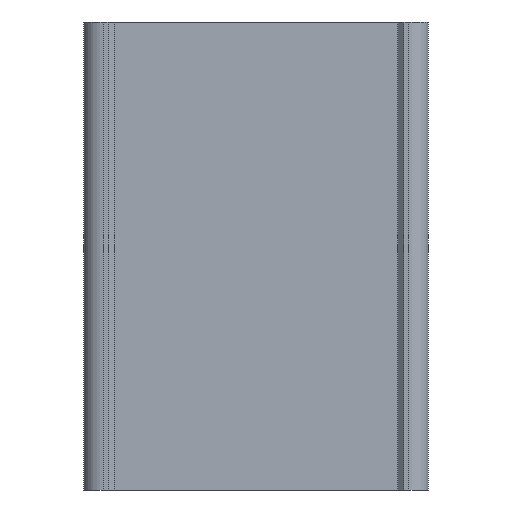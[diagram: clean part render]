
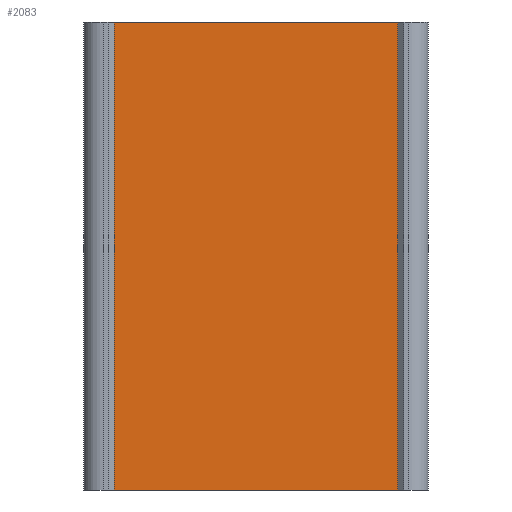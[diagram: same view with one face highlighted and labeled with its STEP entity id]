
A CAD part, front view. The second image highlights one B-rep face of the part: STEP entity #2083.
In plain terms, the highlighted planar face has unit normal (0, -1, 0).
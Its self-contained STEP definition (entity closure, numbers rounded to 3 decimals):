
#2083=ADVANCED_FACE('',(#4328),#4330,.T.);
#4328=FACE_BOUND('',#4329,.T.);
#4329=EDGE_LOOP('',(#6332,#6333,#6334,#6335));
#4330=PLANE('',#4331);
#4331=AXIS2_PLACEMENT_3D('',#4332,#4333,#4334);
#4332=CARTESIAN_POINT('',(-28.75,-15.,0.));
#4333=DIRECTION('',(0.,-1.,0.));
#4334=DIRECTION('',(1.,0.,0.));
#6332=ORIENTED_EDGE('',*,*,#6771,.T.);
#6333=ORIENTED_EDGE('',*,*,#7445,.T.);
#6334=ORIENTED_EDGE('',*,*,#6998,.F.);
#6335=ORIENTED_EDGE('',*,*,#7446,.F.);
#6771=EDGE_CURVE('',#7806,#7804,#7807,.T.);
#6998=EDGE_CURVE('',#8258,#8260,#8261,.T.);
#7445=EDGE_CURVE('',#7804,#8260,#8930,.T.);
#7446=EDGE_CURVE('',#7806,#8258,#8931,.T.);
#7804=VERTEX_POINT('',#9620);
#7806=VERTEX_POINT('',#9624);
#7807=LINE('',#9625,#9626);
#8258=VERTEX_POINT('',#10606);
#8260=VERTEX_POINT('',#10610);
#8261=LINE('',#10611,#10612);
#8930=LINE('',#12255,#12256);
#8931=LINE('',#12258,#12259);
#9620=CARTESIAN_POINT('',(28.75,-15.,0.));
#9624=CARTESIAN_POINT('',(-28.75,-15.,0.));
#9625=CARTESIAN_POINT('',(-28.75,-15.,0.));
#9626=VECTOR('',#9627,1.);
#9627=DIRECTION('',(1.,0.,0.));
#10606=CARTESIAN_POINT('',(-28.75,-15.,95.));
#10610=CARTESIAN_POINT('',(28.75,-15.,95.));
#10611=CARTESIAN_POINT('',(-28.75,-15.,95.));
#10612=VECTOR('',#10613,1.);
#10613=DIRECTION('',(1.,0.,0.));
#12255=CARTESIAN_POINT('',(28.75,-15.,0.));
#12256=VECTOR('',#12257,1.);
#12257=DIRECTION('',(0.,0.,1.));
#12258=CARTESIAN_POINT('',(-28.75,-15.,0.));
#12259=VECTOR('',#12260,1.);
#12260=DIRECTION('',(0.,0.,1.));
